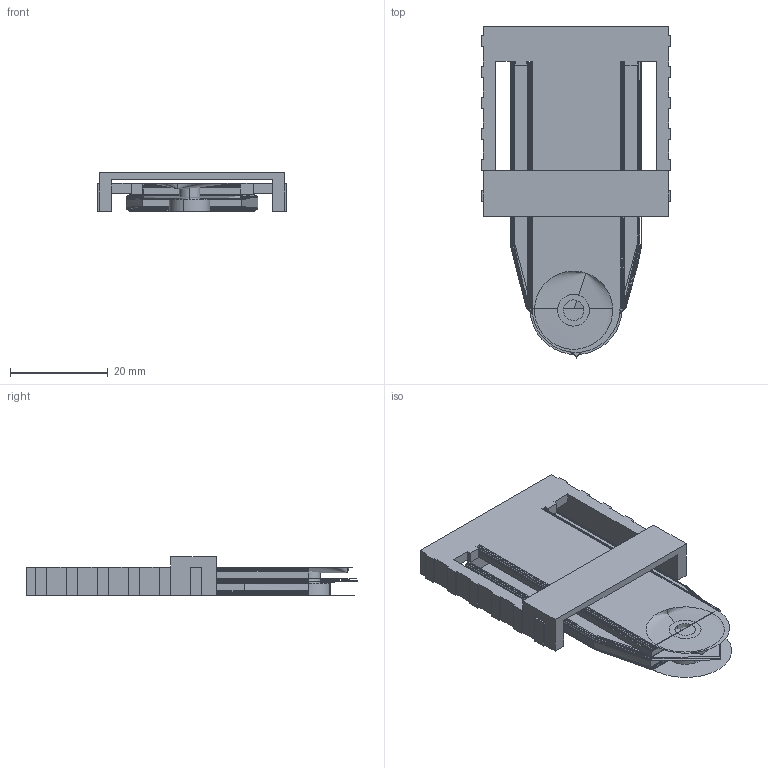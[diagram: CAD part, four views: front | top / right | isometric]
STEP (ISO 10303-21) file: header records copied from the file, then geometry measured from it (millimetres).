
FILE_DESCRIPTION(/* description */ (''),/* implementation_level */ '2;1');
FILE_NAME(/* name */ 'BoboAdapter',/* time_stamp */ '2022-08-13T00:19:04+08:00',/* author */ (''),/* organization */ (''),/* preprocessor_version */ 'ST-DEVELOPER v16.5',/* originating_system */ 'Rhino 7.17',/* authorisation */ '');
FILE_SCHEMA (('AUTOMOTIVE_DESIGN'));
Length unit declared in the file: millimetre
Products named in the file (1): Document
Bounding box: 38.84 x 67.95 x 7.95 mm (x, y, z)
Topology: 0 solids, 13 shells, 235 faces, 599 edges, 371 vertices
Faces by surface type: plane 128, bspline 97, cylinder 10
Entity records: 14603 total; most frequent: CARTESIAN_POINT 10544, ORIENTED_EDGE 1252, EDGE_CURVE 626, B_SPLINE_CURVE_WITH_KNOTS 580, VERTEX_POINT 389, EDGE_LOOP 240, ADVANCED_FACE 235, FACE_OUTER_BOUND 235
